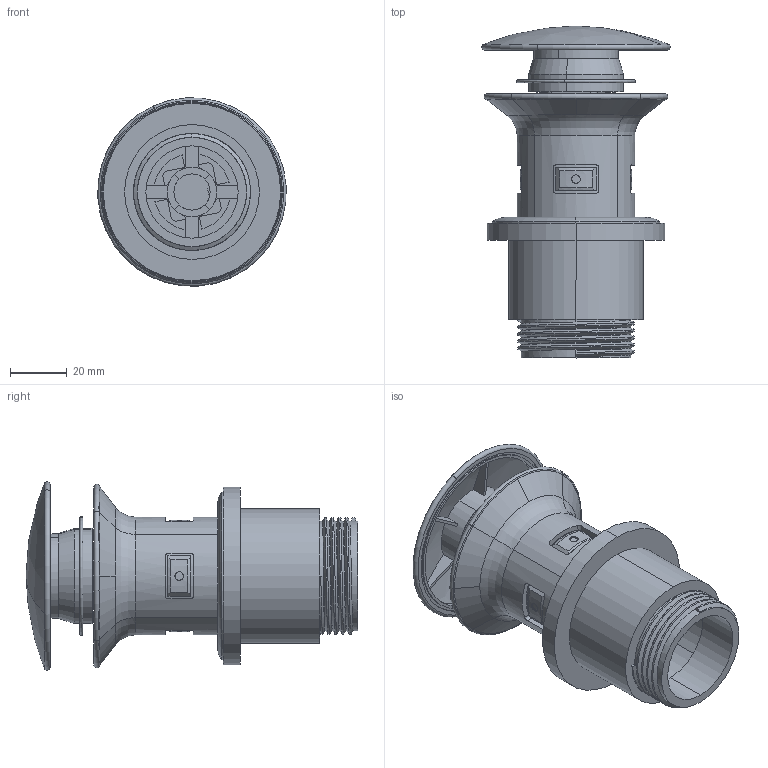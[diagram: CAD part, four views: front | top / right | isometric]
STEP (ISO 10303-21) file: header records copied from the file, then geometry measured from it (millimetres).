
FILE_DESCRIPTION (( 'STEP AP203' ), '1' );
FILE_NAME ('AAZP11307.STEP', '2024-11-20T06:59:10', ( '' ), ( '' ), 'SwSTEP 2.0', 'SolidWorks 2021', '' );
FILE_SCHEMA (( 'CONFIG_CONTROL_DESIGN' ));
Length unit declared in the file: millimetre
Products named in the file (6): AAZ311307_3_Predeterminado; AAZ311307_5_Predeterminado; AAZP11307; AAZ311307_1_Predeterminado; AAZ311307_2_Predeterminado; AAZ311307_4_Predeterminado
Assembly tree (5 placements, depth 2):
  AAZP11307
    AAZ311307_1_Predeterminado
    AAZ311307_2_Predeterminado
    AAZ311307_3_Predeterminado
    AAZ311307_4_Predeterminado
    AAZ311307_5_Predeterminado
Bounding box: 66.36 x 117 x 66.36 mm (x, y, z)
Volume: 91426.3 mm3; surface area: 68812.3 mm2
Topology: 8 solids, 8 shells, 456 faces, 1181 edges, 774 vertices
Faces by surface type: plane 190, cylinder 132, bspline 80, cone 26, torus 18, sphere 10
Entity records: 24185 total; most frequent: CARTESIAN_POINT 13117, ORIENTED_EDGE 2362, DIRECTION 1947, EDGE_CURVE 1181, VERTEX_POINT 774, AXIS2_PLACEMENT_3D 704, VECTOR 539, LINE 539
